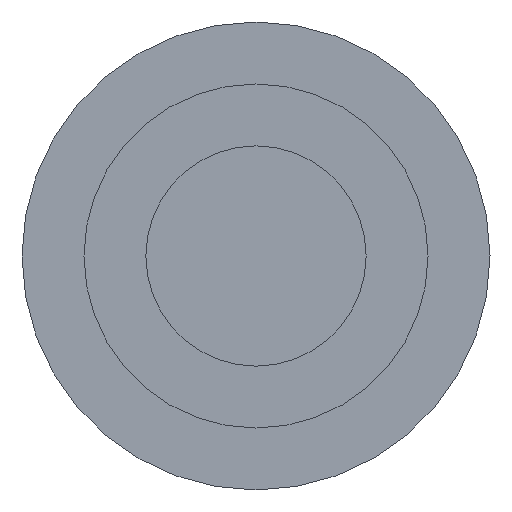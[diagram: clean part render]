
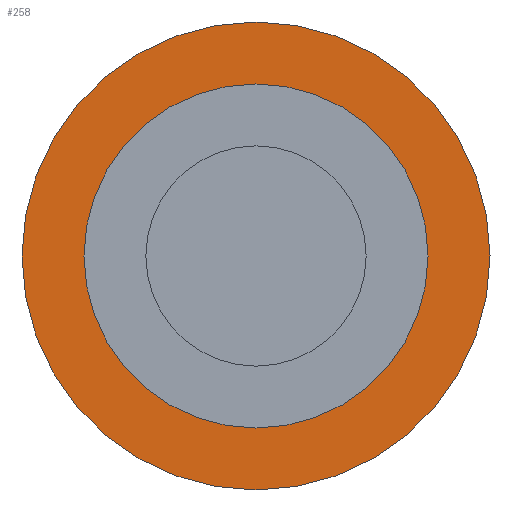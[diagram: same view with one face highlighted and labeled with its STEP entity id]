
A CAD part, left-side view. The second image highlights one B-rep face of the part: STEP entity #258.
In plain terms, the highlighted planar face has unit normal (-1, 0, 0).
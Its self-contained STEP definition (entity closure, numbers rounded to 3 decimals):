
#17=FACE_BOUND('',#48,.T.);
#22=PLANE('',#306);
#32=FACE_OUTER_BOUND('',#47,.T.);
#47=EDGE_LOOP('',(#192,#193));
#48=EDGE_LOOP('',(#194,#195));
#72=CIRCLE('',#287,1.25);
#73=CIRCLE('',#288,1.25);
#84=CIRCLE('',#304,1.7);
#85=CIRCLE('',#305,1.7);
#100=VERTEX_POINT('',#423);
#101=VERTEX_POINT('',#424);
#112=VERTEX_POINT('',#455);
#113=VERTEX_POINT('',#456);
#127=EDGE_CURVE('',#100,#101,#72,.T.);
#128=EDGE_CURVE('',#101,#100,#73,.T.);
#142=EDGE_CURVE('',#112,#113,#84,.T.);
#143=EDGE_CURVE('',#113,#112,#85,.T.);
#192=ORIENTED_EDGE('',*,*,#142,.T.);
#193=ORIENTED_EDGE('',*,*,#143,.T.);
#194=ORIENTED_EDGE('',*,*,#127,.T.);
#195=ORIENTED_EDGE('',*,*,#128,.T.);
#258=ADVANCED_FACE('',(#32,#17),#22,.T.);
#287=AXIS2_PLACEMENT_3D('',#425,#332,#333);
#288=AXIS2_PLACEMENT_3D('',#426,#334,#335);
#304=AXIS2_PLACEMENT_3D('',#457,#369,#370);
#305=AXIS2_PLACEMENT_3D('',#458,#371,#372);
#306=AXIS2_PLACEMENT_3D('',#460,#374,#375);
#332=DIRECTION('center_axis',(1.,0.,0.));
#333=DIRECTION('ref_axis',(0.,0.,1.));
#334=DIRECTION('center_axis',(1.,0.,0.));
#335=DIRECTION('ref_axis',(0.,0.,1.));
#369=DIRECTION('center_axis',(-1.,0.,0.));
#370=DIRECTION('ref_axis',(0.,0.,1.));
#371=DIRECTION('center_axis',(-1.,0.,0.));
#372=DIRECTION('ref_axis',(0.,0.,1.));
#374=DIRECTION('center_axis',(-1.,0.,0.));
#375=DIRECTION('ref_axis',(0.,0.,1.));
#423=CARTESIAN_POINT('',(-2.85,0.,1.25));
#424=CARTESIAN_POINT('',(-2.85,0.,-1.25));
#425=CARTESIAN_POINT('Origin',(-2.85,0.,0.));
#426=CARTESIAN_POINT('Origin',(-2.85,0.,0.));
#455=CARTESIAN_POINT('',(-2.85,0.,1.7));
#456=CARTESIAN_POINT('',(-2.85,0.,-1.7));
#457=CARTESIAN_POINT('Origin',(-2.85,0.,0.));
#458=CARTESIAN_POINT('Origin',(-2.85,0.,0.));
#460=CARTESIAN_POINT('Origin',(-2.85,0.,0.));
